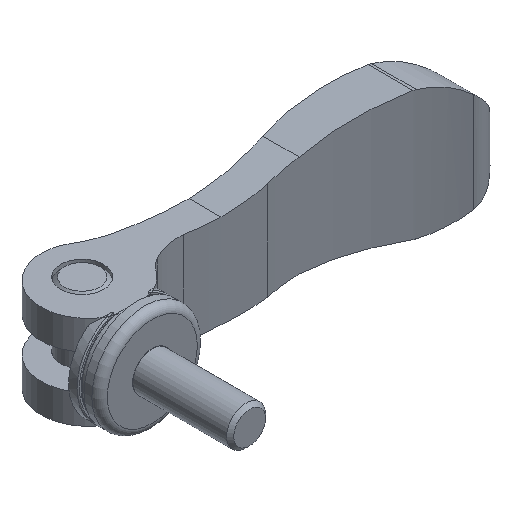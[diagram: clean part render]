
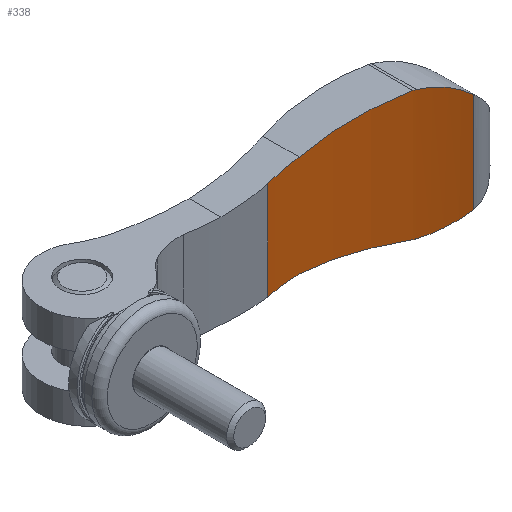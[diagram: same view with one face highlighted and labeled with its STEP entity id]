
A CAD part, isometric view. The second image highlights one B-rep face of the part: STEP entity #338.
In plain terms, the highlighted cylindrical face has radius 62.5 mm (diameter 125 mm), a partial arc.
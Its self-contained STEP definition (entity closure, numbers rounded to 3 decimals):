
#338 = ADVANCED_FACE( '', ( #638 ), #639, .F. );
#638 = FACE_OUTER_BOUND( '', #914, .T. );
#639 = CYLINDRICAL_SURFACE( '', #915, 62.5 );
#914 = EDGE_LOOP( '', ( #1510, #1511, #1512, #1513, #1514, #1515, #1516, #1517, #1518, #1519 ) );
#915 = AXIS2_PLACEMENT_3D( '', #1520, #1521, #1522 );
#1510 = ORIENTED_EDGE( '', *, *, #1705, .F. );
#1511 = ORIENTED_EDGE( '', *, *, #1601, .F. );
#1512 = ORIENTED_EDGE( '', *, *, #1663, .F. );
#1513 = ORIENTED_EDGE( '', *, *, #1633, .F. );
#1514 = ORIENTED_EDGE( '', *, *, #1587, .F. );
#1515 = ORIENTED_EDGE( '', *, *, #1647, .F. );
#1516 = ORIENTED_EDGE( '', *, *, #1749, .T. );
#1517 = ORIENTED_EDGE( '', *, *, #1723, .F. );
#1518 = ORIENTED_EDGE( '', *, *, #1806, .F. );
#1519 = ORIENTED_EDGE( '', *, *, #1773, .T. );
#1520 = CARTESIAN_POINT( '', ( 58.5, -64.5, 16.6 ) );
#1521 = DIRECTION( '', ( 0., 0., 1. ) );
#1522 = DIRECTION( '', ( -1., 0., 0. ) );
#1587 = EDGE_CURVE( '', #1832, #1833, #1834, .T. );
#1601 = EDGE_CURVE( '', #1855, #1858, #1859, .T. );
#1633 = EDGE_CURVE( '', #1833, #1912, #1913, .T. );
#1647 = EDGE_CURVE( '', #1934, #1832, #1936, .T. );
#1663 = EDGE_CURVE( '', #1912, #1855, #1960, .T. );
#1705 = EDGE_CURVE( '', #1858, #2027, #2028, .T. );
#1723 = EDGE_CURVE( '', #2052, #2054, #2055, .T. );
#1749 = EDGE_CURVE( '', #1934, #2054, #2090, .T. );
#1773 = EDGE_CURVE( '', #2125, #2027, #2126, .T. );
#1806 = EDGE_CURVE( '', #2125, #2052, #2164, .T. );
#1832 = VERTEX_POINT( '', #2193 );
#1833 = VERTEX_POINT( '', #2194 );
#1834 = LINE( '', #2195, #2196 );
#1855 = VERTEX_POINT( '', #2369 );
#1858 = VERTEX_POINT( '', #2373 );
#1859 = ELLIPSE( '', #2374, 63.104, 62.5 );
#1912 = VERTEX_POINT( '', #2481 );
#1913 = B_SPLINE_CURVE_WITH_KNOTS( '', 3, ( #2482, #2483, #2484, #2485, #2486, #2487, #2488, #2489, #2490, #2491, #2492, #2493 ), .UNSPECIFIED., .F., .F., ( 4, 2, 2, 2, 2, 4 ), ( 0., 0.003, 0.006, 0.007, 0.009, 0.012 ), .UNSPECIFIED. );
#1934 = VERTEX_POINT( '', #2556 );
#1936 = B_SPLINE_CURVE_WITH_KNOTS( '', 3, ( #2559, #2560, #2561, #2562, #2563, #2564, #2565, #2566, #2567, #2568, #2569, #2570 ), .UNSPECIFIED., .F., .F., ( 4, 2, 2, 2, 2, 4 ), ( 0., 0.003, 0.006, 0.007, 0.009, 0.012 ), .UNSPECIFIED. );
#1960 = CIRCLE( '', #2647, 62.5 );
#2027 = VERTEX_POINT( '', #2833 );
#2028 = ELLIPSE( '', #2834, 62.562, 62.5 );
#2052 = VERTEX_POINT( '', #2868 );
#2054 = VERTEX_POINT( '', #2871 );
#2055 = ELLIPSE( '', #2872, 63.104, 62.5 );
#2090 = CIRCLE( '', #2964, 62.5 );
#2125 = VERTEX_POINT( '', #3038 );
#2126 = LINE( '', #3039, #3040 );
#2164 = ELLIPSE( '', #3119, 62.562, 62.5 );
#2193 = CARTESIAN_POINT( '', ( 89.985, -10.51, 12.8 ) );
#2194 = CARTESIAN_POINT( '', ( 89.985, -10.51, -12.8 ) );
#2195 = CARTESIAN_POINT( '', ( 89.985, -10.51, 16.6 ) );
#2196 = VECTOR( '', #3145, 1000. );
#2369 = CARTESIAN_POINT( '', ( 79.328, -5.573, -16.6 ) );
#2373 = CARTESIAN_POINT( '', ( 53.5, -2.2, -13. ) );
#2374 = AXIS2_PLACEMENT_3D( '', #3153, #3154, #3155 );
#2481 = CARTESIAN_POINT( '', ( 79.976, -5.806, -16.6 ) );
#2482 = CARTESIAN_POINT( '', ( 89.985, -10.51, -12.8 ) );
#2483 = CARTESIAN_POINT( '', ( 89.284, -10.101, -13.38 ) );
#2484 = CARTESIAN_POINT( '', ( 88.547, -9.689, -13.893 ) );
#2485 = CARTESIAN_POINT( '', ( 87.002, -8.871, -14.795 ) );
#2486 = CARTESIAN_POINT( '', ( 86.194, -8.463, -15.184 ) );
#2487 = CARTESIAN_POINT( '', ( 84.925, -7.859, -15.671 ) );
#2488 = CARTESIAN_POINT( '', ( 84.49, -7.658, -15.817 ) );
#2489 = CARTESIAN_POINT( '', ( 83.615, -7.266, -16.073 ) );
#2490 = CARTESIAN_POINT( '', ( 83.172, -7.074, -16.183 ) );
#2491 = CARTESIAN_POINT( '', ( 81.828, -6.509, -16.457 ) );
#2492 = CARTESIAN_POINT( '', ( 80.913, -6.148, -16.567 ) );
#2493 = CARTESIAN_POINT( '', ( 79.976, -5.806, -16.6 ) );
#2556 = CARTESIAN_POINT( '', ( 79.976, -5.806, 16.6 ) );
#2559 = CARTESIAN_POINT( '', ( 79.976, -5.806, 16.6 ) );
#2560 = CARTESIAN_POINT( '', ( 80.913, -6.149, 16.567 ) );
#2561 = CARTESIAN_POINT( '', ( 81.826, -6.508, 16.457 ) );
#2562 = CARTESIAN_POINT( '', ( 83.608, -7.257, 16.094 ) );
#2563 = CARTESIAN_POINT( '', ( 84.477, -7.647, 15.841 ) );
#2564 = CARTESIAN_POINT( '', ( 85.749, -8.251, 15.355 ) );
#2565 = CARTESIAN_POINT( '', ( 86.168, -8.456, 15.175 ) );
#2566 = CARTESIAN_POINT( '', ( 86.983, -8.866, 14.785 ) );
#2567 = CARTESIAN_POINT( '', ( 87.381, -9.071, 14.574 ) );
#2568 = CARTESIAN_POINT( '', ( 88.545, -9.688, 13.895 ) );
#2569 = CARTESIAN_POINT( '', ( 89.284, -10.101, 13.38 ) );
#2570 = CARTESIAN_POINT( '', ( 89.985, -10.51, 12.8 ) );
#2647 = AXIS2_PLACEMENT_3D( '', #3223, #3224, #3225 );
#2833 = CARTESIAN_POINT( '', ( 43.92, -3.724, -12.572 ) );
#2834 = AXIS2_PLACEMENT_3D( '', #3288, #3289, #3290 );
#2868 = CARTESIAN_POINT( '', ( 53.5, -2.2, 13. ) );
#2871 = CARTESIAN_POINT( '', ( 79.328, -5.573, 16.6 ) );
#2872 = AXIS2_PLACEMENT_3D( '', #3320, #3321, #3322 );
#2964 = AXIS2_PLACEMENT_3D( '', #3350, #3351, #3352 );
#3038 = CARTESIAN_POINT( '', ( 43.92, -3.724, 12.572 ) );
#3039 = CARTESIAN_POINT( '', ( 43.92, -3.724, 16.6 ) );
#3040 = VECTOR( '', #3382, 1000. );
#3119 = AXIS2_PLACEMENT_3D( '', #3415, #3416, #3417 );
#3145 = DIRECTION( '', ( 0., 0., -1. ) );
#3153 = CARTESIAN_POINT( '', ( 58.5, -64.5, -13.697 ) );
#3154 = DIRECTION( '', ( 0.138, 0., 0.99 ) );
#3155 = DIRECTION( '', ( 0.99, 0., -0.138 ) );
#3223 = CARTESIAN_POINT( '', ( 58.5, -64.5, -16.6 ) );
#3224 = DIRECTION( '', ( 0., 0., 1. ) );
#3225 = DIRECTION( '', ( 1., 0., 0. ) );
#3288 = CARTESIAN_POINT( '', ( 58.5, -64.5, -13.224 ) );
#3289 = DIRECTION( '', ( 0.045, 0., 0.999 ) );
#3290 = DIRECTION( '', ( 0.999, 0., -0.045 ) );
#3320 = CARTESIAN_POINT( '', ( 58.5, -64.5, 13.697 ) );
#3321 = DIRECTION( '', ( 0.138, 0., -0.99 ) );
#3322 = DIRECTION( '', ( -0.99, 0., -0.138 ) );
#3350 = CARTESIAN_POINT( '', ( 58.5, -64.5, 16.6 ) );
#3351 = DIRECTION( '', ( 0., 0., 1. ) );
#3352 = DIRECTION( '', ( 1., 0., 0. ) );
#3382 = DIRECTION( '', ( 0., 0., -1. ) );
#3415 = CARTESIAN_POINT( '', ( 58.5, -64.5, 13.224 ) );
#3416 = DIRECTION( '', ( 0.045, 0., -0.999 ) );
#3417 = DIRECTION( '', ( -0.999, 0., -0.045 ) );
